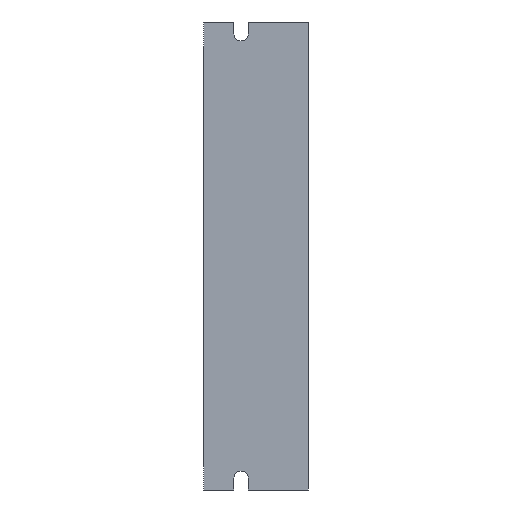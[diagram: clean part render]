
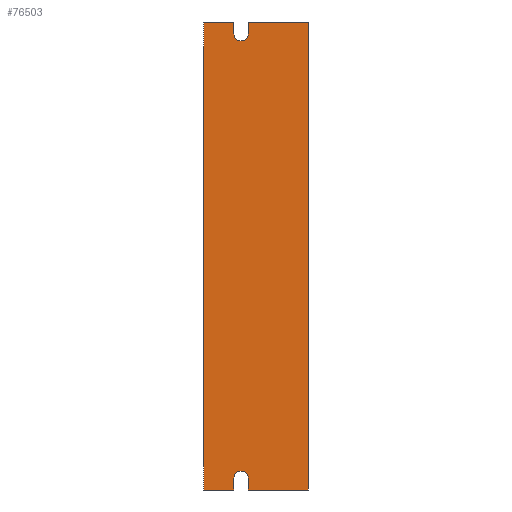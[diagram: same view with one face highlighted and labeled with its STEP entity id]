
A CAD part, left-side view. The second image highlights one B-rep face of the part: STEP entity #76503.
In plain terms, the highlighted planar face has unit normal (-1, 0, 0).
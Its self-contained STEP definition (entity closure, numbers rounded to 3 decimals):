
#1148 = CARTESIAN_POINT ( 'NONE',  ( -0.5, -2., 69. ) ) ;
#1654 = CARTESIAN_POINT ( 'NONE',  ( -0.5, 19.9, 69. ) ) ;
#5838 = EDGE_CURVE ( 'NONE', #25517, #114398, #37333, .T. ) ;
#6943 = CARTESIAN_POINT ( 'NONE',  ( -0.5, 17.8, -65.5 ) ) ;
#7015 = EDGE_LOOP ( 'NONE', ( #9051, #54362, #31459, #76446, #88891, #11896, #23761, #51881, #23423, #59940, #31173, #53849 ) ) ;
#7335 = EDGE_CURVE ( 'NONE', #114398, #24140, #91774, .T. ) ;
#7470 = VERTEX_POINT ( 'NONE', #8270 ) ;
#8270 = CARTESIAN_POINT ( 'NONE',  ( -0.5, 19.9, 65.5 ) ) ;
#8675 = DIRECTION ( 'NONE',  ( 0., 0., 1. ) ) ;
#9051 = ORIENTED_EDGE ( 'NONE', *, *, #111149, .T. ) ;
#9076 = VERTEX_POINT ( 'NONE', #50919 ) ;
#9540 = VECTOR ( 'NONE', #39703, 1000. ) ;
#10262 = LINE ( 'NONE', #105577, #73235 ) ;
#11875 = LINE ( 'NONE', #107833, #108109 ) ;
#11896 = ORIENTED_EDGE ( 'NONE', *, *, #54019, .T. ) ;
#13149 = DIRECTION ( 'NONE',  ( 0., 0., 1. ) ) ;
#13199 = LINE ( 'NONE', #21306, #64431 ) ;
#13772 = CARTESIAN_POINT ( 'NONE',  ( -0.5, 17.8, 65.5 ) ) ;
#15455 = CARTESIAN_POINT ( 'NONE',  ( -0.5, 15.7, -65.5 ) ) ;
#17309 = VERTEX_POINT ( 'NONE', #74322 ) ;
#17467 = DIRECTION ( 'NONE',  ( 1., 0., 0. ) ) ;
#17981 = FACE_OUTER_BOUND ( 'NONE', #7015, .T. ) ;
#19314 = CARTESIAN_POINT ( 'NONE',  ( -0.5, -2., 69. ) ) ;
#21306 = CARTESIAN_POINT ( 'NONE',  ( -0.5, 27.3, -69. ) ) ;
#21455 = VERTEX_POINT ( 'NONE', #84136 ) ;
#23423 = ORIENTED_EDGE ( 'NONE', *, *, #106460, .T. ) ;
#23761 = ORIENTED_EDGE ( 'NONE', *, *, #114231, .T. ) ;
#24140 = VERTEX_POINT ( 'NONE', #39277 ) ;
#24544 = EDGE_CURVE ( 'NONE', #9076, #17309, #95882, .T. ) ;
#25517 = VERTEX_POINT ( 'NONE', #1148 ) ;
#29059 = LINE ( 'NONE', #1654, #63818 ) ;
#30371 = DIRECTION ( 'NONE',  ( 0., 0., 1. ) ) ;
#31173 = ORIENTED_EDGE ( 'NONE', *, *, #104064, .T. ) ;
#31459 = ORIENTED_EDGE ( 'NONE', *, *, #5838, .T. ) ;
#32233 = CIRCLE ( 'NONE', #76122, 2.1 ) ;
#37333 = LINE ( 'NONE', #44864, #56969 ) ;
#37918 = EDGE_CURVE ( 'NONE', #86220, #41524, #10262, .T. ) ;
#39277 = CARTESIAN_POINT ( 'NONE',  ( -0.5, 15.7, 65.5 ) ) ;
#39703 = DIRECTION ( 'NONE',  ( 0., -1., 0. ) ) ;
#41524 = VERTEX_POINT ( 'NONE', #74340 ) ;
#41557 = CARTESIAN_POINT ( 'NONE',  ( -0.5, 15.7, -69. ) ) ;
#41701 = VECTOR ( 'NONE', #30371, 1000. ) ;
#41870 = DIRECTION ( 'NONE',  ( 0., -1., 0. ) ) ;
#43064 = VERTEX_POINT ( 'NONE', #50855 ) ;
#44864 = CARTESIAN_POINT ( 'NONE',  ( -0.5, 0., 69. ) ) ;
#45778 = CARTESIAN_POINT ( 'NONE',  ( -0.5, 15.7, 69. ) ) ;
#46550 = DIRECTION ( 'NONE',  ( 0., 1., 0. ) ) ;
#50855 = CARTESIAN_POINT ( 'NONE',  ( -0.5, 19.9, 69. ) ) ;
#50919 = CARTESIAN_POINT ( 'NONE',  ( -0.5, 28.8, -69. ) ) ;
#50974 = CARTESIAN_POINT ( 'NONE',  ( -0.5, 19.9, -69. ) ) ;
#51881 = ORIENTED_EDGE ( 'NONE', *, *, #24544, .F. ) ;
#51957 = DIRECTION ( 'NONE',  ( 0., 0., -1. ) ) ;
#52595 = CARTESIAN_POINT ( 'NONE',  ( -0.5, 15.7, 69. ) ) ;
#53222 = EDGE_CURVE ( 'NONE', #24140, #7470, #32233, .T. ) ;
#53849 = ORIENTED_EDGE ( 'NONE', *, *, #86299, .T. ) ;
#54019 = EDGE_CURVE ( 'NONE', #7470, #43064, #11875, .T. ) ;
#54362 = ORIENTED_EDGE ( 'NONE', *, *, #58839, .F. ) ;
#55235 = VERTEX_POINT ( 'NONE', #15455 ) ;
#55400 = VECTOR ( 'NONE', #87859, 1000. ) ;
#55530 = VECTOR ( 'NONE', #51957, 1000. ) ;
#55898 = CARTESIAN_POINT ( 'NONE',  ( -0.5, 15.7, -65.5 ) ) ;
#56046 = DIRECTION ( 'NONE',  ( -1., 0., 0. ) ) ;
#56969 = VECTOR ( 'NONE', #121950, 1000. ) ;
#57283 = CARTESIAN_POINT ( 'NONE',  ( -0.5, 17.8, 65.5 ) ) ;
#57892 = CARTESIAN_POINT ( 'NONE',  ( -0.5, 28.8, -69. ) ) ;
#58839 = EDGE_CURVE ( 'NONE', #25517, #21455, #111553, .T. ) ;
#59940 = ORIENTED_EDGE ( 'NONE', *, *, #37918, .T. ) ;
#60536 = DIRECTION ( 'NONE',  ( 0., 0., 1. ) ) ;
#62410 = DIRECTION ( 'NONE',  ( 0., 0., 1. ) ) ;
#63818 = VECTOR ( 'NONE', #46550, 1000. ) ;
#64431 = VECTOR ( 'NONE', #41870, 1000. ) ;
#65859 = CIRCLE ( 'NONE', #91743, 2.1 ) ;
#73235 = VECTOR ( 'NONE', #13149, 1000. ) ;
#74322 = CARTESIAN_POINT ( 'NONE',  ( -0.5, 28.8, 69. ) ) ;
#74340 = CARTESIAN_POINT ( 'NONE',  ( -0.5, 19.9, -65.5 ) ) ;
#76122 = AXIS2_PLACEMENT_3D ( 'NONE', #13772, #101028, #62410 ) ;
#76446 = ORIENTED_EDGE ( 'NONE', *, *, #7335, .T. ) ;
#76503 = ADVANCED_FACE ( 'NONE', ( #17981 ), #94023, .T. ) ;
#83527 = DIRECTION ( 'NONE',  ( 0., 0., 1. ) ) ;
#84136 = CARTESIAN_POINT ( 'NONE',  ( -0.5, -2., -69. ) ) ;
#86220 = VERTEX_POINT ( 'NONE', #50974 ) ;
#86299 = EDGE_CURVE ( 'NONE', #55235, #93764, #101394, .T. ) ;
#87677 = AXIS2_PLACEMENT_3D ( 'NONE', #57283, #56046, #8675 ) ;
#87859 = DIRECTION ( 'NONE',  ( 0., 0., -1. ) ) ;
#88891 = ORIENTED_EDGE ( 'NONE', *, *, #53222, .T. ) ;
#91743 = AXIS2_PLACEMENT_3D ( 'NONE', #6943, #17467, #83527 ) ;
#91774 = LINE ( 'NONE', #52595, #55530 ) ;
#92242 = CARTESIAN_POINT ( 'NONE',  ( -0.5, 15.7, -69. ) ) ;
#93764 = VERTEX_POINT ( 'NONE', #92242 ) ;
#94023 = PLANE ( 'NONE',  #87677 ) ;
#95882 = LINE ( 'NONE', #57892, #41701 ) ;
#101028 = DIRECTION ( 'NONE',  ( 1., 0., 0. ) ) ;
#101394 = LINE ( 'NONE', #55898, #119902 ) ;
#104064 = EDGE_CURVE ( 'NONE', #41524, #55235, #65859, .T. ) ;
#105577 = CARTESIAN_POINT ( 'NONE',  ( -0.5, 19.9, -69. ) ) ;
#106406 = LINE ( 'NONE', #41557, #9540 ) ;
#106460 = EDGE_CURVE ( 'NONE', #9076, #86220, #13199, .T. ) ;
#107833 = CARTESIAN_POINT ( 'NONE',  ( -0.5, 19.9, 65.5 ) ) ;
#108109 = VECTOR ( 'NONE', #60536, 1000. ) ;
#111149 = EDGE_CURVE ( 'NONE', #93764, #21455, #106406, .T. ) ;
#111553 = LINE ( 'NONE', #19314, #55400 ) ;
#114231 = EDGE_CURVE ( 'NONE', #43064, #17309, #29059, .T. ) ;
#114398 = VERTEX_POINT ( 'NONE', #45778 ) ;
#119902 = VECTOR ( 'NONE', #122363, 1000. ) ;
#121950 = DIRECTION ( 'NONE',  ( 0., 1., 0. ) ) ;
#122363 = DIRECTION ( 'NONE',  ( 0., 0., -1. ) ) ;
